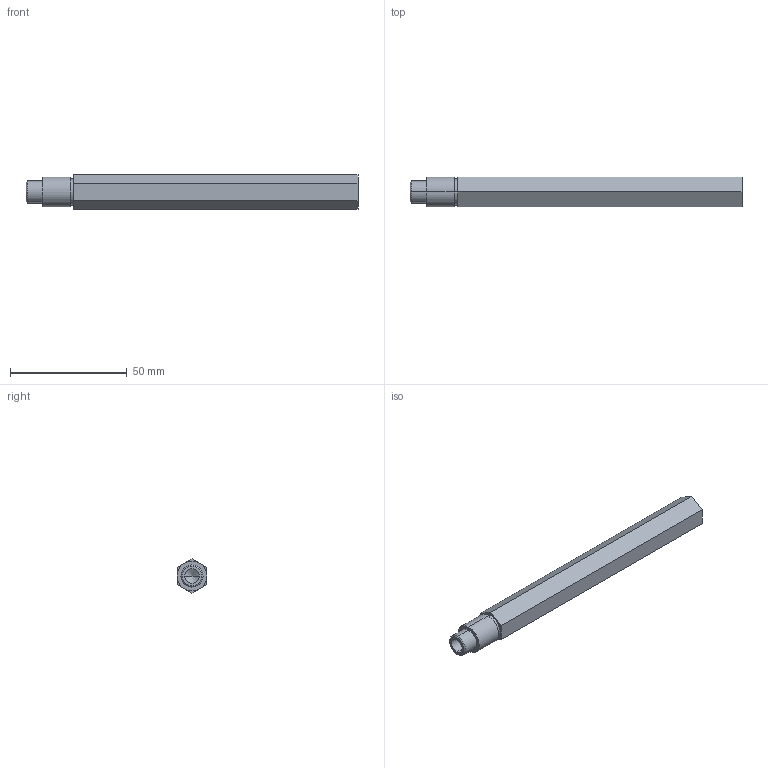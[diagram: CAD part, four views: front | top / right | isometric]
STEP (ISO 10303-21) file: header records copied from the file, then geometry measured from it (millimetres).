
FILE_DESCRIPTION (( 'STEP AP203' ), '1' );
FILE_NAME ('am-4731 ToughBox E Long Hex Output.STEP', '2022-07-26T14:49:57', ( '' ), ( '' ), 'SwSTEP 2.0', 'SolidWorks 2022', '' );
FILE_SCHEMA (( 'CONFIG_CONTROL_DESIGN' ));
Length unit declared in the file: inch
Products named in the file (2): am-xxxx ToughBox Long Hex Output Shaft; am-4731 ToughBox E Long Hex Output
Assembly tree (1 placements, depth 2):
  am-4731 ToughBox E Long Hex Output
    am-xxxx ToughBox Long Hex Output Shaft
Bounding box: 142.23 x 12.7 x 14.66 mm (x, y, z)
Volume: 18332.9 mm3; surface area: 6991.1 mm2
Topology: 1 solids, 1 shells, 27 faces, 62 edges, 38 vertices
Faces by surface type: plane 11, cylinder 10, cone 6
Entity records: 940 total; most frequent: DIRECTION 144, CARTESIAN_POINT 127, ORIENTED_EDGE 116, EDGE_CURVE 58, AXIS2_PLACEMENT_3D 55, VERTEX_POINT 38, LINE 34, VECTOR 34
